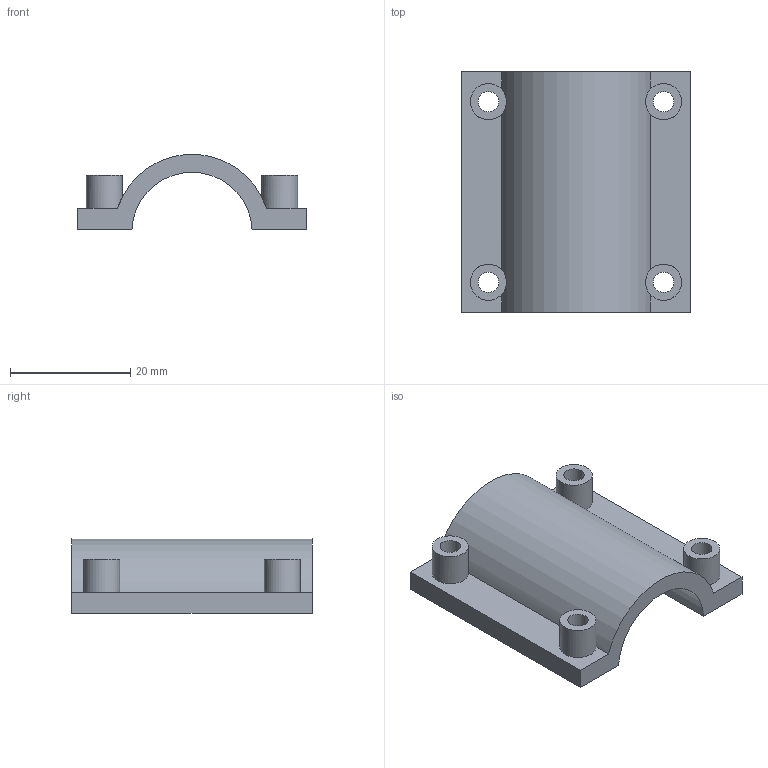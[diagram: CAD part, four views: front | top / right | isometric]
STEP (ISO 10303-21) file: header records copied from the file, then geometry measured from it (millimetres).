
FILE_DESCRIPTION(/* description */ (''),/* implementation_level */ '2;1');
FILE_NAME(/* name */ 'solenoid_clamp v3.step',/* time_stamp */ '2025-06-03T19:52:55-07:00',/* author */ (''),/* organization */ (''),/* preprocessor_version */ 'ST-DEVELOPER v20.1',/* originating_system */ 'Autodesk Translation Framework v14.4.0.0',/* authorisation */ '');
FILE_SCHEMA (('AUTOMOTIVE_DESIGN { 1 0 10303 214 3 1 1 }'));
Length unit declared in the file: millimetre
Products named in the file (1): solenoid_clamp
Bounding box: 38 x 40 x 12.45 mm (x, y, z)
Volume: 6248.9 mm3; surface area: 5040.7 mm2
Topology: 1 solids, 1 shells, 22 faces, 60 edges, 40 vertices
Faces by surface type: plane 12, cylinder 10
Full cylindrical faces by diameter (mm): 3.4 x4, 6 x4
Entity records: 815 total; most frequent: CARTESIAN_POINT 195, DIRECTION 122, ORIENTED_EDGE 120, EDGE_CURVE 60, AXIS2_PLACEMENT_3D 45, VERTEX_POINT 40, LINE 32, VECTOR 32
